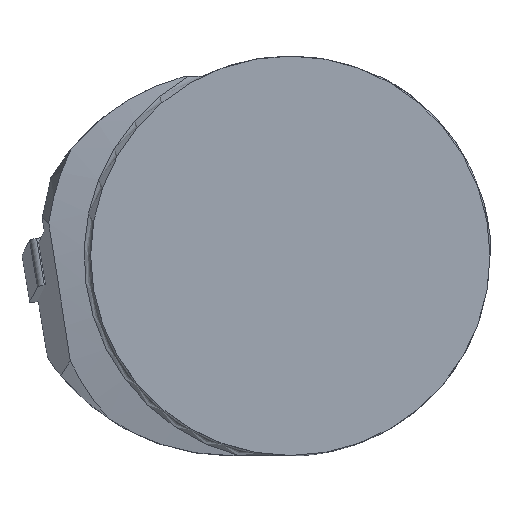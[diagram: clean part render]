
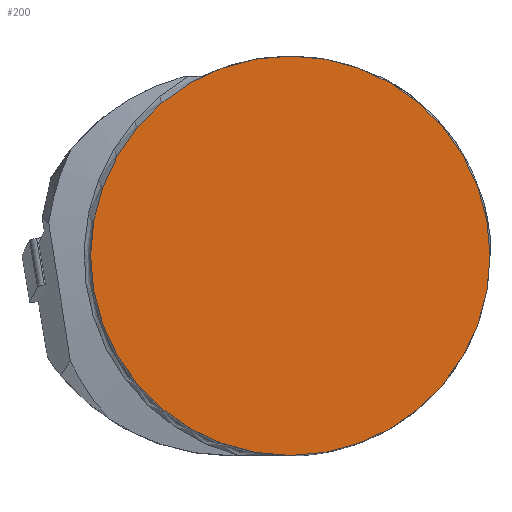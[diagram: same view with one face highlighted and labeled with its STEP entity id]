
A CAD part, top view. The second image highlights one B-rep face of the part: STEP entity #200.
In plain terms, the highlighted planar face has unit normal (0, 0, 1).
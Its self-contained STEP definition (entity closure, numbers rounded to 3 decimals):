
#160=FACE_OUTER_BOUND('',#389,.T.);
#200=ADVANCED_FACE('',(#160),#226,.T.);
#226=PLANE('',#989);
#389=EDGE_LOOP('',(#587));
#587=ORIENTED_EDGE('',*,*,#748,.T.);
#662=VERTEX_POINT('',#1460);
#748=EDGE_CURVE('',#662,#662,#807,.T.);
#807=CIRCLE('',#961,20.);
#961=AXIS2_PLACEMENT_3D('',#1459,#1129,#1130);
#989=AXIS2_PLACEMENT_3D('',#1596,#1200,#1201);
#1129=DIRECTION('',(0.,0.,1.));
#1130=DIRECTION('',(1.,0.,0.));
#1200=DIRECTION('',(0.,0.,1.));
#1201=DIRECTION('',(1.,0.,0.));
#1459=CARTESIAN_POINT('',(0.,0.,0.));
#1460=CARTESIAN_POINT('',(20.,0.,0.));
#1596=CARTESIAN_POINT('',(0.,0.,0.));
